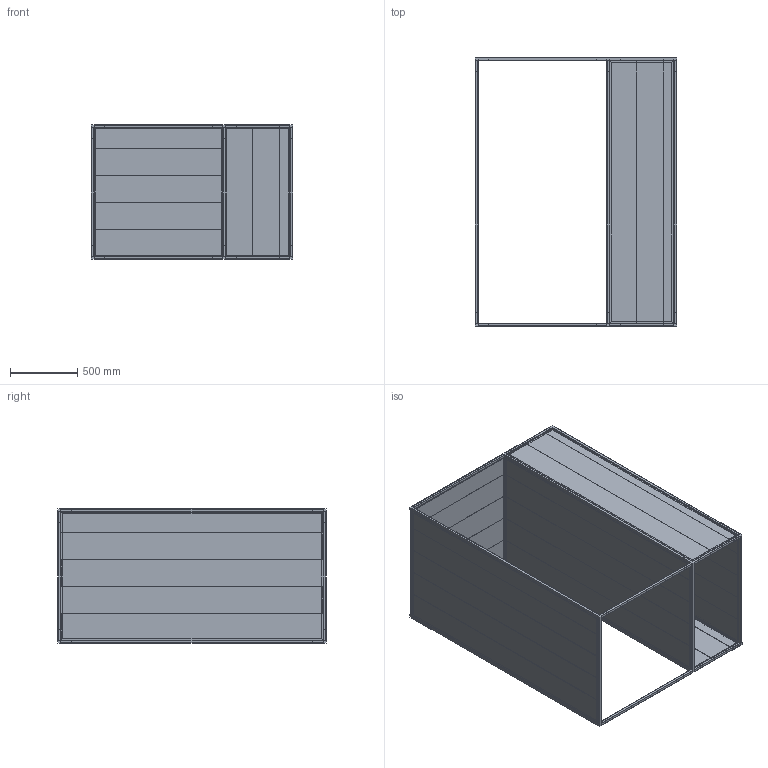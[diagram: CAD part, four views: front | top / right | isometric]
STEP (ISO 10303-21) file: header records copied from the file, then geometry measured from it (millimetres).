
FILE_DESCRIPTION (( 'STEP AP214' ), '1' );
FILE_NAME ('Ensamblaje.STEP', '2021-11-30T01:42:36', ( '' ), ( '' ), 'SwSTEP 2.0', 'SolidWorks 2018', '' );
FILE_SCHEMA (( 'AUTOMOTIVE_DESIGN' ));
Length unit declared in the file: millimetre
Products named in the file (15): Perfil J Largo (2mt); Perfil J Corto (50cm); Ca隳 largo; Union 4 brazos; Tabla PVC 75mmx7mm Larga (2Mts); Ca隳 mediano; Perfil J mediano (1mt); Ensamblaje; Ca隳 corto; Tabla PVC 155mmx7mm Larga (2Mts); Tabla PVC 75mmx7mm Larga (1Mt); Union 3 brazos; Tabla PVC 155mmx7mm Corta(1Mt); Tabla PVC 20cmx7mm Larga (2Mts); Tabla PVC 20cmx7mm Corta (1Mt)
Assembly tree (89 placements, depth 2):
  Ensamblaje
    Ca隳 largo  x6
    Ca隳 corto  x4
    Ca隳 mediano  x10
    Union 3 brazos  x8
    Union 4 brazos  x4
    Perfil J mediano (1mt)  x12
    Perfil J Largo (2mt)  x10
    Perfil J Corto (50cm)  x6
    Tabla PVC 20cmx7mm Larga (2Mts)  x16
    Tabla PVC 155mmx7mm Larga (2Mts)  x3
    Tabla PVC 75mmx7mm Larga (2Mts)  x2
    Tabla PVC 20cmx7mm Corta (1Mt)  x6
    Tabla PVC 75mmx7mm Larga (1Mt)
    Tabla PVC 155mmx7mm Corta(1Mt)
Bounding box: 1500 x 2000 x 1000 mm (x, y, z)
Volume: 65886528.9 mm3; surface area: 24497580 mm2
Topology: 89 solids, 89 shells, 926 faces, 2124 edges, 1416 vertices
Faces by surface type: plane 926
Entity records: 5168 total; most frequent: DIRECTION 794, CARTESIAN_POINT 775, ORIENTED_EDGE 648, VECTOR 324, LINE 324, EDGE_CURVE 324, AXIS2_PLACEMENT_3D 235, VERTEX_POINT 216
